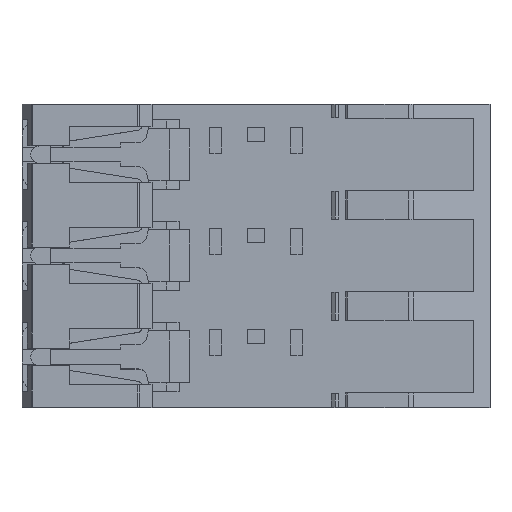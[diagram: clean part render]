
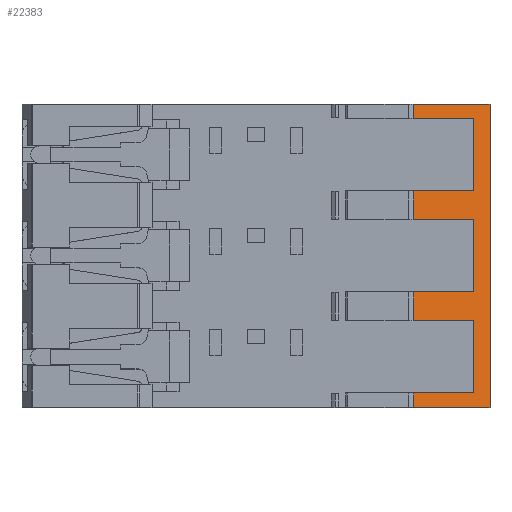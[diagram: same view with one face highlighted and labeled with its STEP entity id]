
A CAD part, top view. The second image highlights one B-rep face of the part: STEP entity #22383.
In plain terms, the highlighted planar face has unit normal (0.344, 0, 0.939).
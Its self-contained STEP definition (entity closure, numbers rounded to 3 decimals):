
#422 = DIRECTION ( 'NONE',  ( -0.939, 0., 0.344 ) ) ;
#1136 = VECTOR ( 'NONE', #12270, 1000. ) ;
#1597 = VECTOR ( 'NONE', #40784, 1000. ) ;
#1649 = CARTESIAN_POINT ( 'NONE',  ( 37.715, 15., 0. ) ) ;
#4308 = AXIS2_PLACEMENT_3D ( 'NONE', #46340, #39854, #15984 ) ;
#6051 = DIRECTION ( 'NONE',  ( 0.939, 0., -0.344 ) ) ;
#6447 = ORIENTED_EDGE ( 'NONE', *, *, #73357, .T. ) ;
#6748 = LINE ( 'NONE', #82332, #21726 ) ;
#6752 = EDGE_CURVE ( 'NONE', #38349, #56794, #38194, .T. ) ;
#6878 = CARTESIAN_POINT ( 'NONE',  ( 37.715, 2.5, 0. ) ) ;
#7158 = VERTEX_POINT ( 'NONE', #1649 ) ;
#7673 = DIRECTION ( 'NONE',  ( 0., -1., 0. ) ) ;
#9172 = VERTEX_POINT ( 'NONE', #75419 ) ;
#9508 = FACE_OUTER_BOUND ( 'NONE', #59886, .T. ) ;
#12270 = DIRECTION ( 'NONE',  ( 0., 1., 0. ) ) ;
#12299 = DIRECTION ( 'NONE',  ( 0., 1., 0. ) ) ;
#13589 = VERTEX_POINT ( 'NONE', #61951 ) ;
#13801 = ORIENTED_EDGE ( 'NONE', *, *, #76171, .T. ) ;
#14583 = CARTESIAN_POINT ( 'NONE',  ( 40.5, -35., -1.019 ) ) ;
#15984 = DIRECTION ( 'NONE',  ( 0., -1., 0. ) ) ;
#17698 = EDGE_CURVE ( 'NONE', #92582, #93481, #23553, .T. ) ;
#19098 = LINE ( 'NONE', #33543, #79990 ) ;
#20136 = VECTOR ( 'NONE', #30958, 1000. ) ;
#20327 = ORIENTED_EDGE ( 'NONE', *, *, #17698, .T. ) ;
#20653 = VECTOR ( 'NONE', #7673, 1000. ) ;
#21617 = DIRECTION ( 'NONE',  ( 0., -1., 0. ) ) ;
#21628 = CARTESIAN_POINT ( 'NONE',  ( 37.715, 2.5, 0. ) ) ;
#21670 = CARTESIAN_POINT ( 'NONE',  ( 27.179, -35., 3.854 ) ) ;
#21692 = LINE ( 'NONE', #59535, #1136 ) ;
#21726 = VECTOR ( 'NONE', #66958, 1000. ) ;
#21971 = EDGE_CURVE ( 'NONE', #78307, #76092, #21692, .T. ) ;
#22383 = ADVANCED_FACE ( 'NONE', ( #9508 ), #93535, .T. ) ;
#22791 = LINE ( 'NONE', #30735, #85021 ) ;
#23553 = LINE ( 'NONE', #45966, #20653 ) ;
#25240 = EDGE_CURVE ( 'NONE', #93481, #53608, #75990, .T. ) ;
#26142 = LINE ( 'NONE', #60463, #89151 ) ;
#28708 = LINE ( 'NONE', #97835, #36891 ) ;
#28779 = VECTOR ( 'NONE', #6051, 1000. ) ;
#29168 = CARTESIAN_POINT ( 'NONE',  ( 37.715, -15., 0. ) ) ;
#30208 = CARTESIAN_POINT ( 'NONE',  ( 27.179, -35., 3.854 ) ) ;
#30735 = CARTESIAN_POINT ( 'NONE',  ( 37.715, -32.5, 0. ) ) ;
#30918 = VERTEX_POINT ( 'NONE', #96004 ) ;
#30958 = DIRECTION ( 'NONE',  ( 0., 1., 0. ) ) ;
#33543 = CARTESIAN_POINT ( 'NONE',  ( 27.179, 17.5, 3.854 ) ) ;
#34717 = EDGE_CURVE ( 'NONE', #38349, #7158, #74482, .T. ) ;
#35732 = DIRECTION ( 'NONE',  ( 0., -1., 0. ) ) ;
#35872 = EDGE_CURVE ( 'NONE', #39215, #7158, #28708, .T. ) ;
#36364 = CARTESIAN_POINT ( 'NONE',  ( 27.179, -20., 3.854 ) ) ;
#36891 = VECTOR ( 'NONE', #81921, 1000. ) ;
#37201 = VECTOR ( 'NONE', #35732, 1000. ) ;
#37634 = CARTESIAN_POINT ( 'NONE',  ( 37.715, 2.5, 0. ) ) ;
#38194 = LINE ( 'NONE', #6878, #98363 ) ;
#38349 = VERTEX_POINT ( 'NONE', #21628 ) ;
#39215 = VERTEX_POINT ( 'NONE', #49691 ) ;
#39854 = DIRECTION ( 'NONE',  ( 0.344, 0., 0.939 ) ) ;
#40470 = ORIENTED_EDGE ( 'NONE', *, *, #70887, .F. ) ;
#40784 = DIRECTION ( 'NONE',  ( 0.939, 0., -0.344 ) ) ;
#41504 = EDGE_CURVE ( 'NONE', #91246, #13589, #88208, .T. ) ;
#44200 = LINE ( 'NONE', #73567, #37201 ) ;
#45966 = CARTESIAN_POINT ( 'NONE',  ( 27.179, -32.5, 3.854 ) ) ;
#46262 = CARTESIAN_POINT ( 'NONE',  ( 37.715, -15., 0. ) ) ;
#46340 = CARTESIAN_POINT ( 'NONE',  ( 37.715, -35., 0. ) ) ;
#46927 = EDGE_CURVE ( 'NONE', #91985, #39215, #19098, .T. ) ;
#46950 = CARTESIAN_POINT ( 'NONE',  ( 37.715, -32.5, 0. ) ) ;
#47226 = LINE ( 'NONE', #46262, #93978 ) ;
#47411 = ORIENTED_EDGE ( 'NONE', *, *, #63505, .T. ) ;
#49096 = EDGE_CURVE ( 'NONE', #78874, #92582, #22791, .T. ) ;
#49691 = CARTESIAN_POINT ( 'NONE',  ( 27.179, 15., 3.854 ) ) ;
#50836 = VERTEX_POINT ( 'NONE', #53264 ) ;
#51865 = EDGE_CURVE ( 'NONE', #50836, #76092, #73697, .T. ) ;
#52412 = CARTESIAN_POINT ( 'NONE',  ( 37.715, -2.5, 0. ) ) ;
#52464 = VECTOR ( 'NONE', #82453, 1000. ) ;
#53264 = CARTESIAN_POINT ( 'NONE',  ( 27.179, -2.5, 3.854 ) ) ;
#53608 = VERTEX_POINT ( 'NONE', #81918 ) ;
#54298 = ORIENTED_EDGE ( 'NONE', *, *, #25240, .T. ) ;
#54379 = LINE ( 'NONE', #14583, #20136 ) ;
#54510 = CARTESIAN_POINT ( 'NONE',  ( 27.179, 2.5, 3.854 ) ) ;
#56616 = CARTESIAN_POINT ( 'NONE',  ( 37.715, -32.5, 0. ) ) ;
#56794 = VERTEX_POINT ( 'NONE', #54510 ) ;
#57245 = ORIENTED_EDGE ( 'NONE', *, *, #51865, .T. ) ;
#59535 = CARTESIAN_POINT ( 'NONE',  ( 37.715, -15., 0. ) ) ;
#59886 = EDGE_LOOP ( 'NONE', ( #20327, #54298, #13801, #95874, #96163, #68716, #78827, #70916, #47411, #57245, #71675, #6447, #73651, #65829, #40470, #77170 ) ) ;
#60463 = CARTESIAN_POINT ( 'NONE',  ( 27.179, -17.5, 3.854 ) ) ;
#61951 = CARTESIAN_POINT ( 'NONE',  ( 37.715, -20., 0. ) ) ;
#62345 = VECTOR ( 'NONE', #73487, 1000. ) ;
#63505 = EDGE_CURVE ( 'NONE', #56794, #50836, #44200, .T. ) ;
#65829 = ORIENTED_EDGE ( 'NONE', *, *, #41504, .T. ) ;
#66958 = DIRECTION ( 'NONE',  ( -0.939, 0., 0.344 ) ) ;
#68716 = ORIENTED_EDGE ( 'NONE', *, *, #35872, .T. ) ;
#70887 = EDGE_CURVE ( 'NONE', #78874, #13589, #72503, .T. ) ;
#70916 = ORIENTED_EDGE ( 'NONE', *, *, #6752, .T. ) ;
#71675 = ORIENTED_EDGE ( 'NONE', *, *, #21971, .F. ) ;
#72503 = LINE ( 'NONE', #56616, #76200 ) ;
#72516 = EDGE_CURVE ( 'NONE', #9172, #91246, #26142, .T. ) ;
#73357 = EDGE_CURVE ( 'NONE', #78307, #9172, #47226, .T. ) ;
#73487 = DIRECTION ( 'NONE',  ( 0., 1., 0. ) ) ;
#73567 = CARTESIAN_POINT ( 'NONE',  ( 27.179, 2.5, 3.854 ) ) ;
#73651 = ORIENTED_EDGE ( 'NONE', *, *, #72516, .T. ) ;
#73697 = LINE ( 'NONE', #94225, #28779 ) ;
#74482 = LINE ( 'NONE', #37634, #62345 ) ;
#74484 = EDGE_CURVE ( 'NONE', #30918, #91985, #6748, .T. ) ;
#75419 = CARTESIAN_POINT ( 'NONE',  ( 27.179, -15., 3.854 ) ) ;
#75990 = LINE ( 'NONE', #30208, #52464 ) ;
#76092 = VERTEX_POINT ( 'NONE', #52412 ) ;
#76171 = EDGE_CURVE ( 'NONE', #53608, #30918, #54379, .T. ) ;
#76200 = VECTOR ( 'NONE', #12299, 1000. ) ;
#77170 = ORIENTED_EDGE ( 'NONE', *, *, #49096, .T. ) ;
#78307 = VERTEX_POINT ( 'NONE', #29168 ) ;
#78827 = ORIENTED_EDGE ( 'NONE', *, *, #34717, .F. ) ;
#78874 = VERTEX_POINT ( 'NONE', #46950 ) ;
#79308 = DIRECTION ( 'NONE',  ( 0., -1., 0. ) ) ;
#79990 = VECTOR ( 'NONE', #79308, 1000. ) ;
#81607 = CARTESIAN_POINT ( 'NONE',  ( 27.179, -32.5, 3.854 ) ) ;
#81918 = CARTESIAN_POINT ( 'NONE',  ( 40.5, -35., -1.019 ) ) ;
#81921 = DIRECTION ( 'NONE',  ( 0.939, 0., -0.344 ) ) ;
#82332 = CARTESIAN_POINT ( 'NONE',  ( 40.5, 17.5, -1.019 ) ) ;
#82453 = DIRECTION ( 'NONE',  ( 0.939, 0., -0.344 ) ) ;
#83436 = CARTESIAN_POINT ( 'NONE',  ( 27.179, 17.5, 3.854 ) ) ;
#84934 = DIRECTION ( 'NONE',  ( -0.939, 0., 0.344 ) ) ;
#85021 = VECTOR ( 'NONE', #84934, 1000. ) ;
#88208 = LINE ( 'NONE', #89214, #1597 ) ;
#89151 = VECTOR ( 'NONE', #21617, 1000. ) ;
#89214 = CARTESIAN_POINT ( 'NONE',  ( 27.179, -20., 3.854 ) ) ;
#91246 = VERTEX_POINT ( 'NONE', #36364 ) ;
#91486 = DIRECTION ( 'NONE',  ( -0.939, 0., 0.344 ) ) ;
#91985 = VERTEX_POINT ( 'NONE', #83436 ) ;
#92582 = VERTEX_POINT ( 'NONE', #81607 ) ;
#93481 = VERTEX_POINT ( 'NONE', #21670 ) ;
#93535 = PLANE ( 'NONE',  #4308 ) ;
#93978 = VECTOR ( 'NONE', #91486, 1000. ) ;
#94225 = CARTESIAN_POINT ( 'NONE',  ( 27.179, -2.5, 3.854 ) ) ;
#95874 = ORIENTED_EDGE ( 'NONE', *, *, #74484, .T. ) ;
#96004 = CARTESIAN_POINT ( 'NONE',  ( 40.5, 17.5, -1.019 ) ) ;
#96163 = ORIENTED_EDGE ( 'NONE', *, *, #46927, .T. ) ;
#97835 = CARTESIAN_POINT ( 'NONE',  ( 27.179, 15., 3.854 ) ) ;
#98363 = VECTOR ( 'NONE', #422, 1000. ) ;
